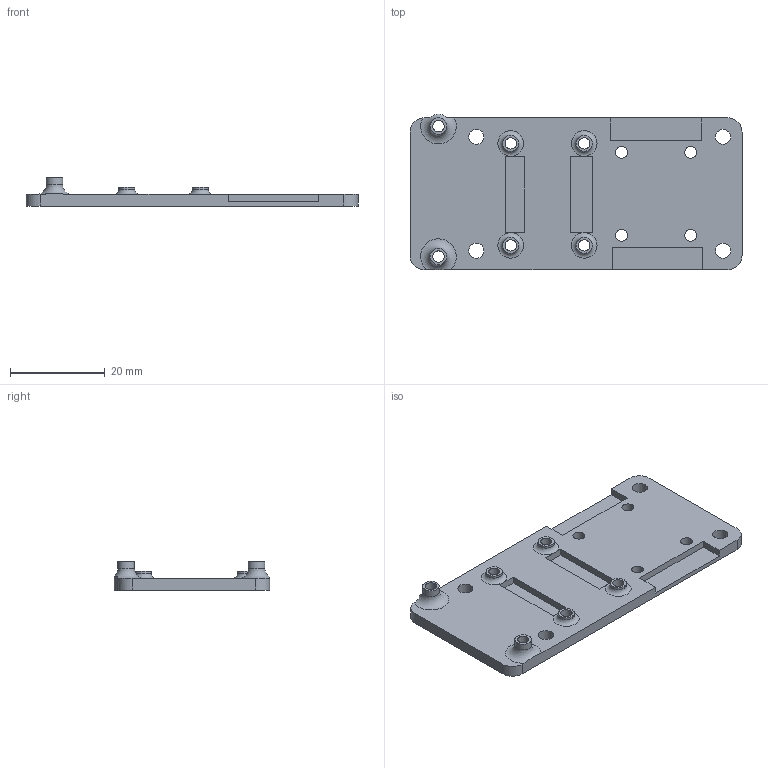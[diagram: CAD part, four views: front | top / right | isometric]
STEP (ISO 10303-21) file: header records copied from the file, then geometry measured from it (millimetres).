
FILE_DESCRIPTION(/* description */ (''),/* implementation_level */ '2;1');
FILE_NAME(/* name */ 'Revised IMU Mount v4.step',/* time_stamp */ '2023-08-12T10:41:17-05:00',/* author */ (''),/* organization */ (''),/* preprocessor_version */ 'ST-DEVELOPER v20',/* originating_system */ 'Autodesk Translation Framework v12.9.0.99',/* authorisation */ '');
FILE_SCHEMA (('AUTOMOTIVE_DESIGN { 1 0 10303 214 3 1 1 }'));
Length unit declared in the file: millimetre
Products named in the file (2): Revised IMU Mount; IMU + Buck holder
Assembly tree (1 placements, depth 2):
  Revised IMU Mount
    IMU + Buck holder
Bounding box: 70 x 32.75 x 6 mm (x, y, z)
Volume: 5003.6 mm3; surface area: 5460.7 mm2
Topology: 1 solids, 1 shells, 62 faces, 159 edges, 104 vertices
Faces by surface type: plane 31, cylinder 25, torus 6
Full cylindrical faces by diameter (mm): 2.4 x6, 2.5 x4, 3.2 x4, 3.4 x4, 3.5 x2
Entity records: 2043 total; most frequent: CARTESIAN_POINT 365, DIRECTION 349, ORIENTED_EDGE 318, EDGE_CURVE 159, AXIS2_PLACEMENT_3D 130, VERTEX_POINT 104, EDGE_LOOP 95, LINE 89
